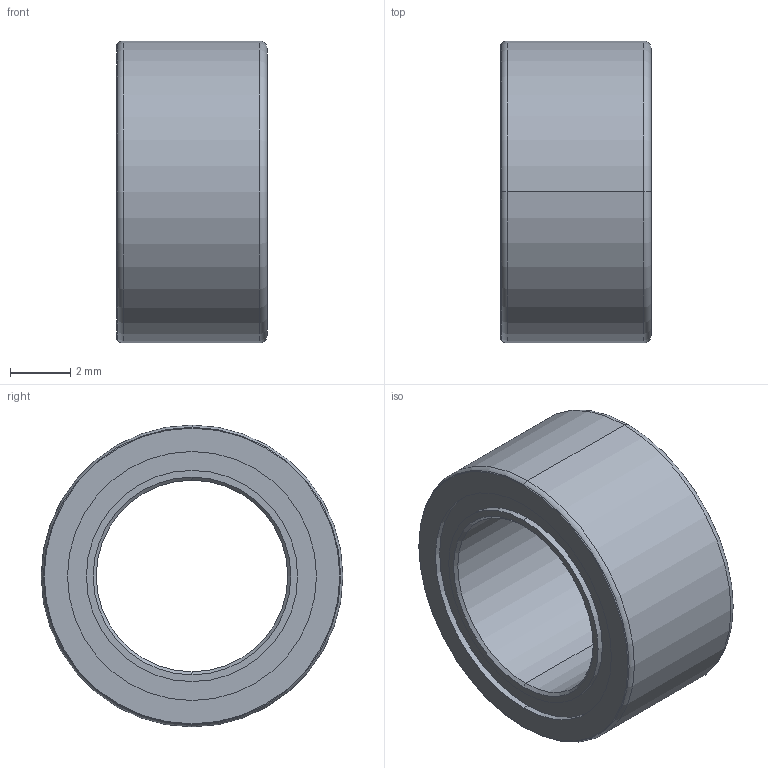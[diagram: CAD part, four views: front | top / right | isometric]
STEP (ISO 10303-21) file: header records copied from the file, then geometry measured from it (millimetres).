
FILE_DESCRIPTION (( 'STEP AP214' ), '1' );
FILE_NAME ('R4-ZZ Ball Bearing.step', '2015-01-21T14:39:23', ( 'Mark' ), ( '' ), 'SwSTEP 2.0', 'SolidWorks 2013', '' );
FILE_SCHEMA (( 'AUTOMOTIVE_DESIGN' ));
Length unit declared in the file: millimetre
Products named in the file (1): R4-ZZ Ball Bearing
Bounding box: 4.98 x 10 x 10 mm (x, y, z)
Volume: 226.4 mm3; surface area: 359.2 mm2
Topology: 1 solids, 1 shells, 30 faces, 60 edges, 36 vertices
Faces by surface type: cylinder 12, cone 8, plane 6, torus 4
Entity records: 914 total; most frequent: DIRECTION 162, CARTESIAN_POINT 127, ORIENTED_EDGE 120, AXIS2_PLACEMENT_3D 71, EDGE_CURVE 60, CIRCLE 40, EDGE_LOOP 36, VERTEX_POINT 36
